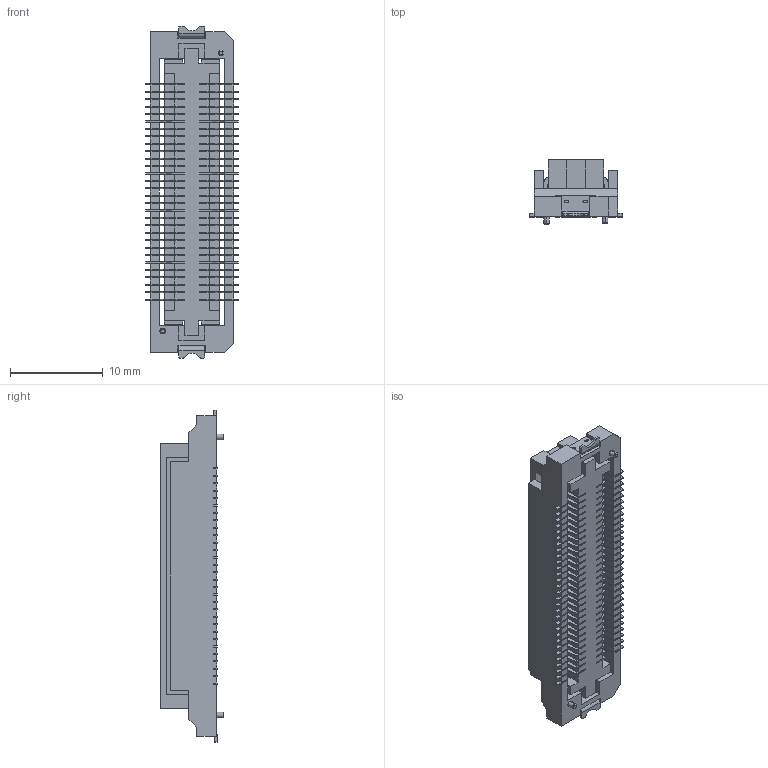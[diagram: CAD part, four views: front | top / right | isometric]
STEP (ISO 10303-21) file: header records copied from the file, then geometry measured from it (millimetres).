
FILE_DESCRIPTION((''),'2;1');
FILE_NAME('FBB08010-F60S1003BKM','2024-08-22T',('工程三'),(''),'PRO/ENGINEER BY PARAMETRIC TECHNOLOGY CORPORATION, 2010280','PRO/ENGINEER BY PARAMETRIC TECHNOLOGY CORPORATION, 2010280','');
FILE_SCHEMA(('CONFIG_CONTROL_DESIGN'));
Length unit declared in the file: millimetre
Products named in the file (1): FBB08010-F60S1003BKM
Bounding box: 10 x 6.9 x 35.8 mm (x, y, z)
Volume: 878.9 mm3; surface area: 2566.1 mm2
Topology: 1 solids, 1 shells, 1343 faces, 4276 edges, 2836 vertices
Faces by surface type: plane 1159, cylinder 160, cone 16, revolution 8
Entity records: 47116 total; most frequent: CARTESIAN_POINT 8871, ORIENTED_EDGE 8528, DIRECTION 7248, EDGE_CURVE 4264, VECTOR 3906, LINE 3906, VERTEX_POINT 2836, AXIS2_PLACEMENT_3D 1667
